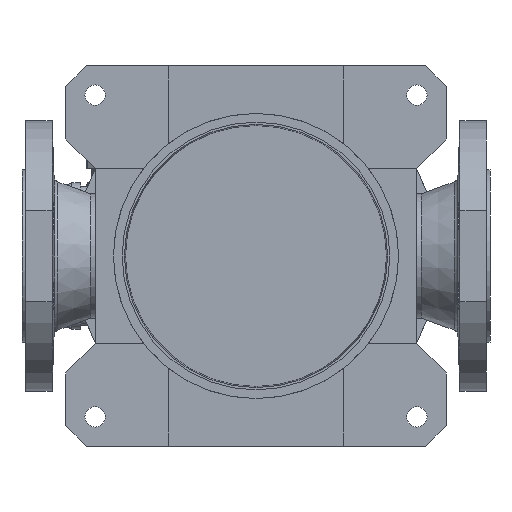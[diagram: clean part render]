
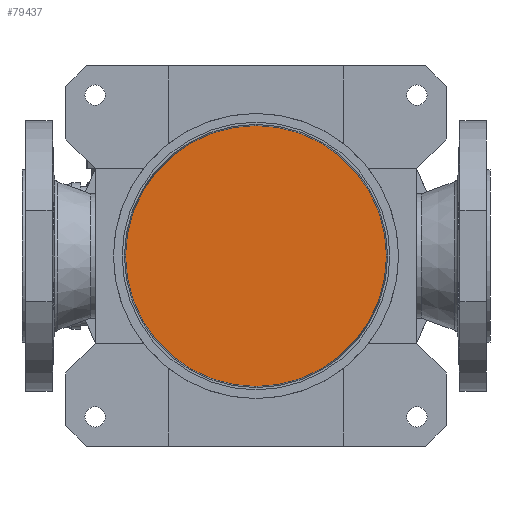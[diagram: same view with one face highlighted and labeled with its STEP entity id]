
A CAD part, front view. The second image highlights one B-rep face of the part: STEP entity #79437.
In plain terms, the highlighted planar face has unit normal (0, -1, 0).
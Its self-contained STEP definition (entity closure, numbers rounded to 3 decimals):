
#954 = VERTEX_POINT ( 'NONE', #66038 ) ;
#12595 = DIRECTION ( 'NONE',  ( 0., 0., -1. ) ) ;
#16642 = VERTEX_POINT ( 'NONE', #34960 ) ;
#18367 = DIRECTION ( 'NONE',  ( 0., 1., 0. ) ) ;
#19120 = ORIENTED_EDGE ( 'NONE', *, *, #31551, .F. ) ;
#19473 = AXIS2_PLACEMENT_3D ( 'NONE', #45385, #104379, #12595 ) ;
#26510 = AXIS2_PLACEMENT_3D ( 'NONE', #110140, #18367, #128957 ) ;
#31551 = EDGE_CURVE ( 'NONE', #16642, #954, #99783, .T. ) ;
#34960 = CARTESIAN_POINT ( 'NONE',  ( 0., -46., 89.214 ) ) ;
#39832 = AXIS2_PLACEMENT_3D ( 'NONE', #46136, #88375, #76983 ) ;
#45385 = CARTESIAN_POINT ( 'NONE',  ( 0., -46., 0. ) ) ;
#46136 = CARTESIAN_POINT ( 'NONE',  ( 0., -46., 0. ) ) ;
#54105 = PLANE ( 'NONE',  #19473 ) ;
#54811 = EDGE_LOOP ( 'NONE', ( #76210, #19120 ) ) ;
#66038 = CARTESIAN_POINT ( 'NONE',  ( 0., -46., -89.214 ) ) ;
#76210 = ORIENTED_EDGE ( 'NONE', *, *, #90619, .F. ) ;
#76983 = DIRECTION ( 'NONE',  ( 0., 0., 1. ) ) ;
#79437 = ADVANCED_FACE ( 'NONE', ( #115746 ), #54105, .T. ) ;
#88375 = DIRECTION ( 'NONE',  ( 0., 1., 0. ) ) ;
#90619 = EDGE_CURVE ( 'NONE', #954, #16642, #90737, .T. ) ;
#90737 = CIRCLE ( 'NONE', #26510, 89.214 ) ;
#99783 = CIRCLE ( 'NONE', #39832, 89.214 ) ;
#104379 = DIRECTION ( 'NONE',  ( 0., -1., 0. ) ) ;
#110140 = CARTESIAN_POINT ( 'NONE',  ( 0., -46., 0. ) ) ;
#115746 = FACE_OUTER_BOUND ( 'NONE', #54811, .T. ) ;
#128957 = DIRECTION ( 'NONE',  ( 0., 0., 1. ) ) ;
